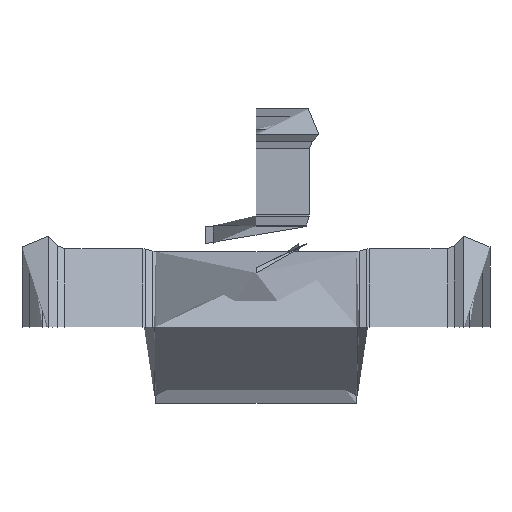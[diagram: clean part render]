
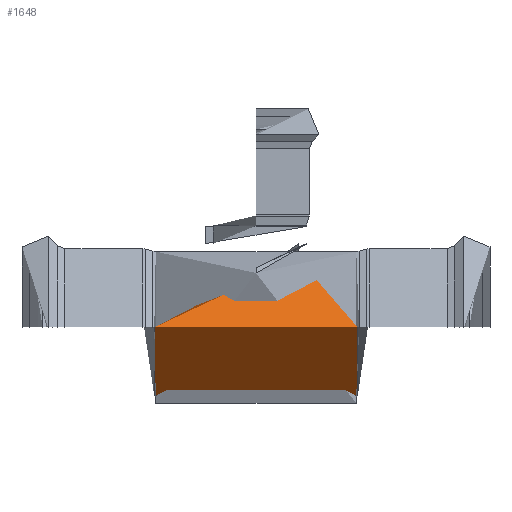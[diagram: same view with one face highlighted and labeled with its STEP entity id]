
A CAD part, front view. The second image highlights one B-rep face of the part: STEP entity #1648.
In plain terms, the highlighted free-form (B-spline) face has degree [1, 2] with [2, 9] control points.
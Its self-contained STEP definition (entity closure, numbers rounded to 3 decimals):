
#435 = VERTEX_POINT('',#436);
#436 = CARTESIAN_POINT('',(54.4,0.,13.4));
#441 = EDGE_CURVE('',#435,#442,#444,.T.);
#442 = VERTEX_POINT('',#443);
#443 = CARTESIAN_POINT('',(46.,8.4,10.44));
#444 = B_SPLINE_CURVE_WITH_KNOTS('',3,(#445,#446,#447,#448,#449,#450,
    #451,#452,#453,#454,#455,#456,#457,#458,#459,#460,#461,#462,#463,
    #464,#465,#466,#467,#468,#469,#470),.UNSPECIFIED.,.F.,.F.,(4,2,2,2,2
    ,2,2,2,2,2,2,2,4),(1.31,1.637,1.963,
    2.292,2.621,2.95,3.279,
    3.605,3.931,4.258,4.584,
    4.913,5.242),.UNSPECIFIED.);
#445 = CARTESIAN_POINT('',(54.4,0.,13.4));
#446 = CARTESIAN_POINT('',(54.4,-1.088,13.4));
#447 = CARTESIAN_POINT('',(54.176,-2.227,
    13.256));
#448 = CARTESIAN_POINT('',(53.308,-4.29,
    12.739));
#449 = CARTESIAN_POINT('',(52.666,-5.214,
    12.371));
#450 = CARTESIAN_POINT('',(51.208,-6.672,
    11.65));
#451 = CARTESIAN_POINT('',(50.285,-7.31,
    11.243));
#452 = CARTESIAN_POINT('',(48.232,-8.174,
    10.631));
#453 = CARTESIAN_POINT('',(47.096,-8.4,10.44));
#454 = CARTESIAN_POINT('',(44.904,-8.4,10.44));
#455 = CARTESIAN_POINT('',(43.768,-8.174,
    10.631));
#456 = CARTESIAN_POINT('',(41.715,-7.31,
    11.243));
#457 = CARTESIAN_POINT('',(40.792,-6.672,
    11.65));
#458 = CARTESIAN_POINT('',(39.334,-5.214,
    12.371));
#459 = CARTESIAN_POINT('',(38.692,-4.29,
    12.739));
#460 = CARTESIAN_POINT('',(37.824,-2.227,
    13.256));
#461 = CARTESIAN_POINT('',(37.6,-1.088,13.4));
#462 = CARTESIAN_POINT('',(37.6,1.088,13.4));
#463 = CARTESIAN_POINT('',(37.824,2.227,
    13.256));
#464 = CARTESIAN_POINT('',(38.692,4.29,
    12.739));
#465 = CARTESIAN_POINT('',(39.334,5.214,12.371
    ));
#466 = CARTESIAN_POINT('',(40.792,6.672,
    11.65));
#467 = CARTESIAN_POINT('',(41.715,7.31,
    11.243));
#468 = CARTESIAN_POINT('',(43.768,8.174,
    10.631));
#469 = CARTESIAN_POINT('',(44.904,8.4,10.44));
#470 = CARTESIAN_POINT('',(46.,8.4,10.44));
#472 = EDGE_CURVE('',#442,#435,#473,.T.);
#473 = B_SPLINE_CURVE_WITH_KNOTS('',3,(#474,#475,#476,#477,#478,#479,
    #480,#481,#482,#483),.UNSPECIFIED.,.F.,.F.,(4,2,2,2,4),(0.,
    0.329,0.658,0.984,1.31),
  .UNSPECIFIED.);
#474 = CARTESIAN_POINT('',(46.,8.4,10.44));
#475 = CARTESIAN_POINT('',(47.096,8.4,10.44));
#476 = CARTESIAN_POINT('',(48.232,8.174,
    10.631));
#477 = CARTESIAN_POINT('',(50.285,7.31,
    11.243));
#478 = CARTESIAN_POINT('',(51.208,6.672,
    11.65));
#479 = CARTESIAN_POINT('',(52.666,5.214,12.371
    ));
#480 = CARTESIAN_POINT('',(53.308,4.29,
    12.739));
#481 = CARTESIAN_POINT('',(54.176,2.227,
    13.256));
#482 = CARTESIAN_POINT('',(54.4,1.088,13.4));
#483 = CARTESIAN_POINT('',(54.4,0.,13.4));
#1005 = EDGE_CURVE('',#1006,#1008,#1010,.T.);
#1006 = VERTEX_POINT('',#1007);
#1007 = CARTESIAN_POINT('',(66.,13.4,0.));
#1008 = VERTEX_POINT('',#1009);
#1009 = CARTESIAN_POINT('',(66.,-13.4,0.));
#1010 = ( BOUNDED_CURVE() B_SPLINE_CURVE(2,(#1011,#1012,#1013,#1014,
#1015),.UNSPECIFIED.,.F.,.F.) B_SPLINE_CURVE_WITH_KNOTS((3,2,3),(0.,
1.571,3.142),.UNSPECIFIED.) CURVE() 
GEOMETRIC_REPRESENTATION_ITEM() RATIONAL_B_SPLINE_CURVE((1.,
0.707,1.,0.707,1.)) REPRESENTATION_ITEM('') );
#1011 = CARTESIAN_POINT('',(66.,13.4,0.));
#1012 = CARTESIAN_POINT('',(66.,13.4,13.4));
#1013 = CARTESIAN_POINT('',(66.,0.,13.4));
#1014 = CARTESIAN_POINT('',(66.,-13.4,13.4));
#1015 = CARTESIAN_POINT('',(66.,-13.4,0.));
#1017 = EDGE_CURVE('',#1018,#1006,#1020,.T.);
#1018 = VERTEX_POINT('',#1019);
#1019 = CARTESIAN_POINT('',(66.,0.,-13.4));
#1020 = ( BOUNDED_CURVE() B_SPLINE_CURVE(2,(#1021,#1022,#1023),
.UNSPECIFIED.,.F.,.F.) B_SPLINE_CURVE_WITH_KNOTS((3,3),(4.712,
6.283),.PIECEWISE_BEZIER_KNOTS.) CURVE() 
GEOMETRIC_REPRESENTATION_ITEM() RATIONAL_B_SPLINE_CURVE((1.,
0.707,1.)) REPRESENTATION_ITEM('') );
#1021 = CARTESIAN_POINT('',(66.,0.,-13.4));
#1022 = CARTESIAN_POINT('',(66.,13.4,-13.4));
#1023 = CARTESIAN_POINT('',(66.,13.4,0.));
#1025 = EDGE_CURVE('',#1008,#1018,#1026,.T.);
#1026 = ( BOUNDED_CURVE() B_SPLINE_CURVE(2,(#1027,#1028,#1029),
.UNSPECIFIED.,.F.,.F.) B_SPLINE_CURVE_WITH_KNOTS((3,3),(3.142,
4.712),.PIECEWISE_BEZIER_KNOTS.) CURVE() 
GEOMETRIC_REPRESENTATION_ITEM() RATIONAL_B_SPLINE_CURVE((1.,
0.707,1.)) REPRESENTATION_ITEM('') );
#1027 = CARTESIAN_POINT('',(66.,-13.4,0.));
#1028 = CARTESIAN_POINT('',(66.,-13.4,-13.4));
#1029 = CARTESIAN_POINT('',(66.,0.,-13.4));
#1648 = ADVANCED_FACE('',(#1649,#1686),#1690,.T.);
#1649 = FACE_BOUND('',#1650,.T.);
#1650 = EDGE_LOOP('',(#1651,#1663,#1671,#1676,#1677,#1678,#1679,#1680));
#1651 = ORIENTED_EDGE('',*,*,#1652,.F.);
#1652 = EDGE_CURVE('',#1653,#1655,#1657,.T.);
#1653 = VERTEX_POINT('',#1654);
#1654 = CARTESIAN_POINT('',(26.,13.4,0.));
#1655 = VERTEX_POINT('',#1656);
#1656 = CARTESIAN_POINT('',(26.,-13.4,0.));
#1657 = ( BOUNDED_CURVE() B_SPLINE_CURVE(2,(#1658,#1659,#1660,#1661,
#1662),.UNSPECIFIED.,.F.,.F.) B_SPLINE_CURVE_WITH_KNOTS((3,2,3),(0.,
1.571,3.142),.UNSPECIFIED.) CURVE() 
GEOMETRIC_REPRESENTATION_ITEM() RATIONAL_B_SPLINE_CURVE((1.,
0.707,1.,0.707,1.)) REPRESENTATION_ITEM('') );
#1658 = CARTESIAN_POINT('',(26.,13.4,0.));
#1659 = CARTESIAN_POINT('',(26.,13.4,13.4));
#1660 = CARTESIAN_POINT('',(26.,0.,13.4));
#1661 = CARTESIAN_POINT('',(26.,-13.4,13.4));
#1662 = CARTESIAN_POINT('',(26.,-13.4,0.));
#1663 = ORIENTED_EDGE('',*,*,#1664,.F.);
#1664 = EDGE_CURVE('',#1665,#1653,#1667,.T.);
#1665 = VERTEX_POINT('',#1666);
#1666 = CARTESIAN_POINT('',(26.,0.,-13.4));
#1667 = ( BOUNDED_CURVE() B_SPLINE_CURVE(2,(#1668,#1669,#1670),
.UNSPECIFIED.,.F.,.F.) B_SPLINE_CURVE_WITH_KNOTS((3,3),(4.712,
6.283),.PIECEWISE_BEZIER_KNOTS.) CURVE() 
GEOMETRIC_REPRESENTATION_ITEM() RATIONAL_B_SPLINE_CURVE((1.,
0.707,1.)) REPRESENTATION_ITEM('') );
#1668 = CARTESIAN_POINT('',(26.,0.,-13.4));
#1669 = CARTESIAN_POINT('',(26.,13.4,-13.4));
#1670 = CARTESIAN_POINT('',(26.,13.4,0.));
#1671 = ORIENTED_EDGE('',*,*,#1672,.T.);
#1672 = EDGE_CURVE('',#1665,#1018,#1673,.T.);
#1673 = B_SPLINE_CURVE_WITH_KNOTS('',1,(#1674,#1675),.UNSPECIFIED.,.F.,
  .F.,(2,2),(0.,2.985),.PIECEWISE_BEZIER_KNOTS.);
#1674 = CARTESIAN_POINT('',(26.,0.,-13.4));
#1675 = CARTESIAN_POINT('',(66.,0.,-13.4));
#1676 = ORIENTED_EDGE('',*,*,#1017,.T.);
#1677 = ORIENTED_EDGE('',*,*,#1005,.T.);
#1678 = ORIENTED_EDGE('',*,*,#1025,.T.);
#1679 = ORIENTED_EDGE('',*,*,#1672,.F.);
#1680 = ORIENTED_EDGE('',*,*,#1681,.F.);
#1681 = EDGE_CURVE('',#1655,#1665,#1682,.T.);
#1682 = ( BOUNDED_CURVE() B_SPLINE_CURVE(2,(#1683,#1684,#1685),
.UNSPECIFIED.,.F.,.F.) B_SPLINE_CURVE_WITH_KNOTS((3,3),(3.142,
4.712),.PIECEWISE_BEZIER_KNOTS.) CURVE() 
GEOMETRIC_REPRESENTATION_ITEM() RATIONAL_B_SPLINE_CURVE((1.,
0.707,1.)) REPRESENTATION_ITEM('') );
#1683 = CARTESIAN_POINT('',(26.,-13.4,0.));
#1684 = CARTESIAN_POINT('',(26.,-13.4,-13.4));
#1685 = CARTESIAN_POINT('',(26.,0.,-13.4));
#1686 = FACE_BOUND('',#1687,.T.);
#1687 = EDGE_LOOP('',(#1688,#1689));
#1688 = ORIENTED_EDGE('',*,*,#472,.F.);
#1689 = ORIENTED_EDGE('',*,*,#441,.F.);
#1690 = ( BOUNDED_SURFACE() B_SPLINE_SURFACE(1,2,(
    (#1691,#1692,#1693,#1694,#1695,#1696,#1697,#1698,#1699)
    ,(#1700,#1701,#1702,#1703,#1704,#1705,#1706,#1707,#1708
)),.UNSPECIFIED.,.F.,.T.,.F.) B_SPLINE_SURFACE_WITH_KNOTS((2,2),(1,2,2,2
    ,2,2,1),(0.,2.985),(-4.712,-3.142,
    -1.571,0.,1.571,3.142,4.712),
.UNSPECIFIED.) GEOMETRIC_REPRESENTATION_ITEM() RATIONAL_B_SPLINE_SURFACE
((
    (1.,0.707,1.,0.707,1.,0.707,1.
      ,0.707,1.)
    ,(1.,0.707,1.,0.707,1.,0.707,1.
,0.707,1.))) REPRESENTATION_ITEM('') SURFACE() );
#1691 = CARTESIAN_POINT('',(26.,0.,-13.4));
#1692 = CARTESIAN_POINT('',(26.,13.4,-13.4));
#1693 = CARTESIAN_POINT('',(26.,13.4,0.));
#1694 = CARTESIAN_POINT('',(26.,13.4,13.4));
#1695 = CARTESIAN_POINT('',(26.,0.,13.4));
#1696 = CARTESIAN_POINT('',(26.,-13.4,13.4));
#1697 = CARTESIAN_POINT('',(26.,-13.4,0.));
#1698 = CARTESIAN_POINT('',(26.,-13.4,-13.4));
#1699 = CARTESIAN_POINT('',(26.,0.,-13.4));
#1700 = CARTESIAN_POINT('',(66.,0.,-13.4));
#1701 = CARTESIAN_POINT('',(66.,13.4,-13.4));
#1702 = CARTESIAN_POINT('',(66.,13.4,0.));
#1703 = CARTESIAN_POINT('',(66.,13.4,13.4));
#1704 = CARTESIAN_POINT('',(66.,0.,13.4));
#1705 = CARTESIAN_POINT('',(66.,-13.4,13.4));
#1706 = CARTESIAN_POINT('',(66.,-13.4,0.));
#1707 = CARTESIAN_POINT('',(66.,-13.4,-13.4));
#1708 = CARTESIAN_POINT('',(66.,0.,-13.4));
